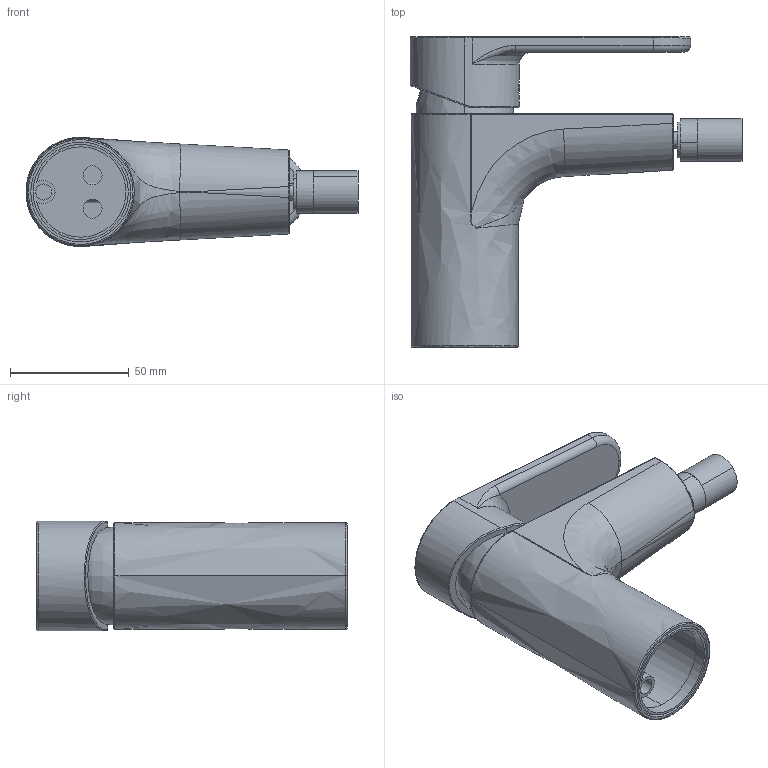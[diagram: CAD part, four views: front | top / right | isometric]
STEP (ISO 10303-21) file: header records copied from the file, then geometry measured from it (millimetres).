
FILE_DESCRIPTION (( 'STEP AP214' ), '1' );
FILE_NAME ('BLK.0003.STEP', '2022-12-16T12:44:18', ( 'Solid' ), ( '' ), 'SwSTEP 2.0', 'SolidWorks 2019', '' );
FILE_SCHEMA (( 'AUTOMOTIVE_DESIGN' ));
Length unit declared in the file: millimetre
Products named in the file (16): 010231700000; Manipulo bide5; 2020504; 4200340; ANILHA_BORRACHA_Ø15X1.5; corpobidé; 011120000600; 0000000; 2030081; 010231600000; AREADORE_F16; Part3; BLK.0003; 2020503; 2650223
Assembly tree (15 placements, depth 4):
  BLK.0003
    corpobidé
    Part3
    Manipulo bide5
    011120000600
      010231600000
        0000000
        2020503
        2020504
        2030081
        2650223
        4200340
      010231700000
        010231700000
        ANILHA_BORRACHA_Ø15X1.5
        AREADORE_F16
Bounding box: 139.55 x 130.42 x 46 mm (x, y, z)
Volume: 168323.5 mm3; surface area: 63883.2 mm2
Topology: 12 solids, 12 shells, 422 faces, 965 edges, 619 vertices
Faces by surface type: plane 219, cylinder 138, torus 21, bspline 20, cone 20, sphere 4
Entity records: 15425 total; most frequent: CARTESIAN_POINT 5056, DIRECTION 2074, ORIENTED_EDGE 1910, EDGE_CURVE 955, AXIS2_PLACEMENT_3D 764, VERTEX_POINT 616, VECTOR 546, LINE 546
